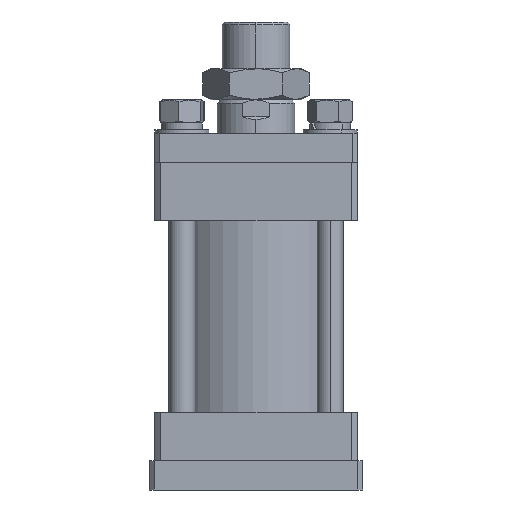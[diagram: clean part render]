
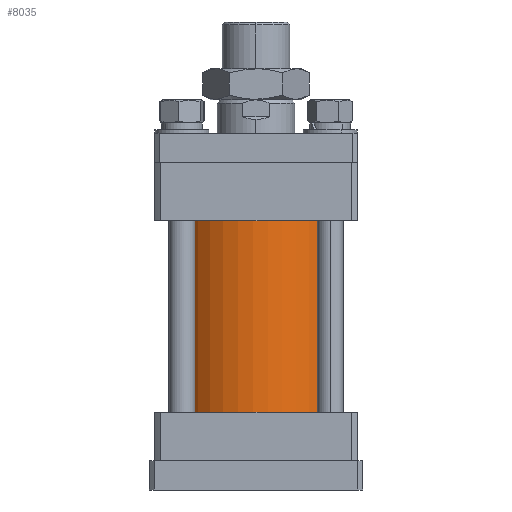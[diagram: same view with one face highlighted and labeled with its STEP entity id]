
A CAD part, front view. The second image highlights one B-rep face of the part: STEP entity #8035.
In plain terms, the highlighted cylindrical face has radius 89 mm (diameter 178 mm), a partial arc.
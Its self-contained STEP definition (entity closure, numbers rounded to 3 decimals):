
#461 = CARTESIAN_POINT ( 'NONE',  ( 89., 0., -99. ) ) ;
#660 = CARTESIAN_POINT ( 'NONE',  ( -89., 0., -99. ) ) ;
#732 = CARTESIAN_POINT ( 'NONE',  ( 89., 0., 99. ) ) ;
#865 = CARTESIAN_POINT ( 'NONE',  ( -89., 0., 99. ) ) ;
#1099 = ORIENTED_EDGE ( 'NONE', *, *, #2143, .F. ) ;
#1125 = ORIENTED_EDGE ( 'NONE', *, *, #2141, .T. ) ;
#1131 = ORIENTED_EDGE ( 'NONE', *, *, #2137, .F. ) ;
#1142 = ORIENTED_EDGE ( 'NONE', *, *, #2145, .T. ) ;
#2137 = EDGE_CURVE ( 'NONE', #8698, #8690, #7045, .T. ) ;
#2141 = EDGE_CURVE ( 'NONE', #8670, #8533, #7038, .T. ) ;
#2143 = EDGE_CURVE ( 'NONE', #8670, #8698, #7031, .T. ) ;
#2145 = EDGE_CURVE ( 'NONE', #8533, #8690, #7029, .T. ) ;
#2677 = AXIS2_PLACEMENT_3D ( 'NONE', #4090, #4093, #4097 ) ;
#3433 = DIRECTION ( 'NONE',  ( 0., 0., -1. ) ) ;
#3439 = CARTESIAN_POINT ( 'NONE',  ( 89., 0., 99. ) ) ;
#3451 = CARTESIAN_POINT ( 'NONE',  ( -89., 0., 99. ) ) ;
#4090 = CARTESIAN_POINT ( 'NONE',  ( 0., 0., 99. ) ) ;
#4093 = DIRECTION ( 'NONE',  ( 0., 0., -1. ) ) ;
#4097 = DIRECTION ( 'NONE',  ( -1., 0., 0. ) ) ;
#4223 = DIRECTION ( 'NONE',  ( 0., 0., -1. ) ) ;
#4238 = DIRECTION ( 'NONE',  ( 0., 0., 1. ) ) ;
#4242 = CARTESIAN_POINT ( 'NONE',  ( 0., 0., 99. ) ) ;
#4269 = DIRECTION ( 'NONE',  ( 1., 0., 0. ) ) ;
#4310 = DIRECTION ( 'NONE',  ( 1., 0., 0. ) ) ;
#4311 = DIRECTION ( 'NONE',  ( 0., 0., 1. ) ) ;
#4313 = CARTESIAN_POINT ( 'NONE',  ( 0., 0., -99. ) ) ;
#4874 = AXIS2_PLACEMENT_3D ( 'NONE', #4313, #4311, #4310 ) ;
#4876 = AXIS2_PLACEMENT_3D ( 'NONE', #4242, #4238, #4269 ) ;
#6096 = CYLINDRICAL_SURFACE ( 'NONE', #2677, 89. ) ;
#6099 = FACE_OUTER_BOUND ( 'NONE', #7562, .T. ) ;
#7029 = CIRCLE ( 'NONE', #4874, 89. ) ;
#7031 = CIRCLE ( 'NONE', #4876, 89. ) ;
#7033 = VECTOR ( 'NONE', #4223, 1000. ) ;
#7037 = VECTOR ( 'NONE', #3433, 1000. ) ;
#7038 = LINE ( 'NONE', #3451, #7033 ) ;
#7045 = LINE ( 'NONE', #3439, #7037 ) ;
#7562 = EDGE_LOOP ( 'NONE', ( #1131, #1099, #1125, #1142 ) ) ;
#8035 = ADVANCED_FACE ( 'NONE', ( #6099 ), #6096, .T. ) ;
#8533 = VERTEX_POINT ( 'NONE', #660 ) ;
#8670 = VERTEX_POINT ( 'NONE', #865 ) ;
#8690 = VERTEX_POINT ( 'NONE', #461 ) ;
#8698 = VERTEX_POINT ( 'NONE', #732 ) ;
